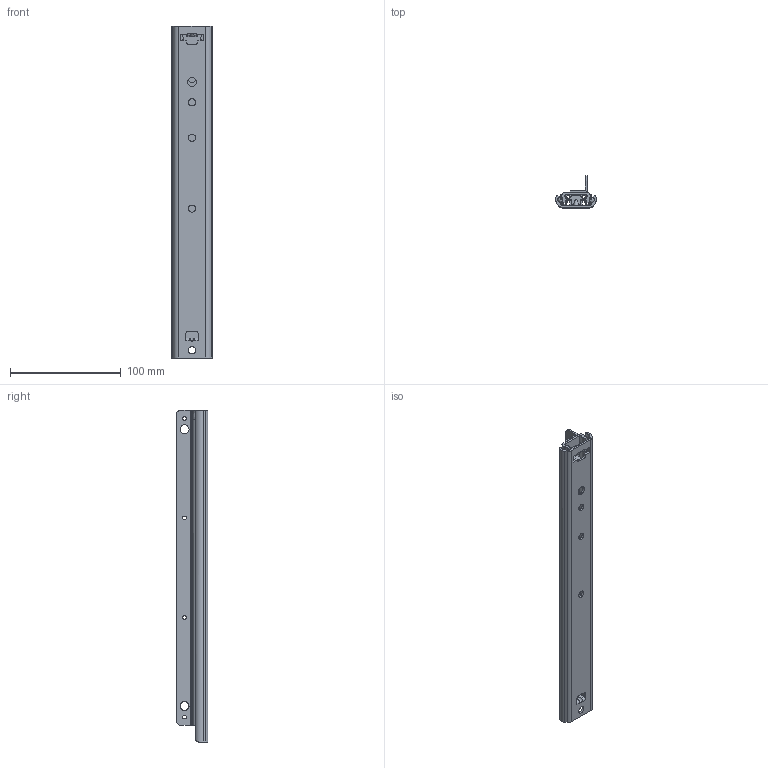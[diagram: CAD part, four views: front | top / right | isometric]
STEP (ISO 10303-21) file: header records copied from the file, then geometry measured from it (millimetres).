
FILE_DESCRIPTION(/* description */ ('Master (Parameters)'),/* implementation_level */ '2;1');
FILE_NAME(/* name */ '107-239-00-in.stp',/* time_stamp */ '2015-06-22T10:02:33+02:00',/* author */ ('W.Jans'),/* organization */ (''),/* preprocessor_version */ 'ST-DEVELOPER v15.6',/* originating_system */ 'Autodesk Inventor 2015',/* authorisation */ '');
FILE_SCHEMA (('CONFIG_CONTROL_DESIGN'));
Length unit declared in the file: millimetre
Products named in the file (10): E000032072; E000032068; E000032070; E000032067; E000032066; E000032069; E000032065; E000031232; E000032063; E000032060
Assembly tree (18 placements, depth 3):
  E000032060
    E000032072
    E000032070
      E000032068
    E000032069
      E000032067
      E000032066  x10
    E000032063
      E000032065
      E000031232
Bounding box: 37 x 28.5 x 300 mm (x, y, z)
Volume: 63490.6 mm3; surface area: 75751.5 mm2
Topology: 14 solids, 14 shells, 476 faces, 1366 edges, 902 vertices
Faces by surface type: plane 308, cylinder 154, sphere 10, bspline 4
Full cylindrical faces by diameter (mm): 3.3 x4, 5.9 x10, 6.5 x4, 8 x2, 8.1 x2
Entity records: 15739 total; most frequent: CARTESIAN_POINT 2995, ORIENTED_EDGE 2630, DIRECTION 2580, EDGE_CURVE 1315, LINE 976, VECTOR 976, VERTEX_POINT 884, AXIS2_PLACEMENT_3D 802
